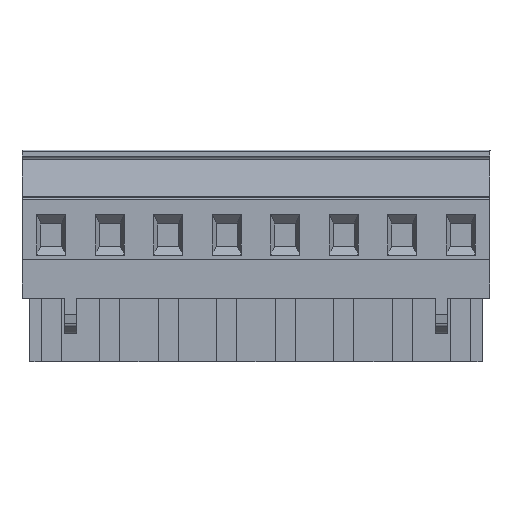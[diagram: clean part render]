
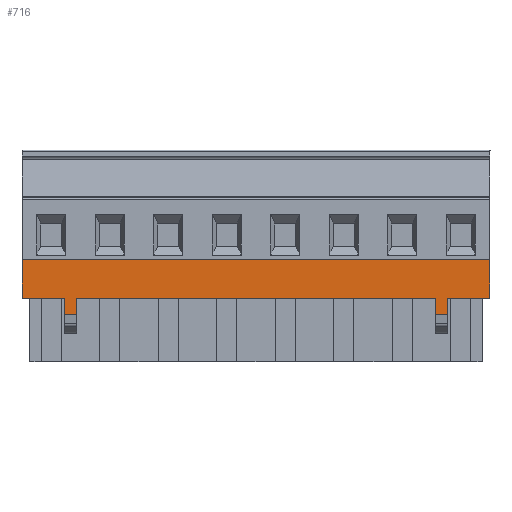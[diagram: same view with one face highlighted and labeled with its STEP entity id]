
A CAD part, top view. The second image highlights one B-rep face of the part: STEP entity #716.
In plain terms, the highlighted planar face has unit normal (0, 0, 1).
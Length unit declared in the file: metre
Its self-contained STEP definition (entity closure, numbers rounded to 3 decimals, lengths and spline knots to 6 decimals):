
#716=ADVANCED_FACE('',(#1561),#1562,.T.);
#1561=FACE_OUTER_BOUND('',#2519,.T.);
#1562=PLANE('',#2520);
#2519=EDGE_LOOP('',(#4573,#4574,#4575,#4576,#4577,#4578,#4579,#4580,#4581,#4582,#4583,#4584));
#2520=AXIS2_PLACEMENT_3D('',#4585,#4586,#4587);
#4573=ORIENTED_EDGE('',*,*,#5535,.T.);
#4574=ORIENTED_EDGE('',*,*,#5746,.T.);
#4575=ORIENTED_EDGE('',*,*,#5863,.F.);
#4576=ORIENTED_EDGE('',*,*,#5834,.F.);
#4577=ORIENTED_EDGE('',*,*,#5543,.T.);
#4578=ORIENTED_EDGE('',*,*,#6156,.F.);
#4579=ORIENTED_EDGE('',*,*,#6232,.F.);
#4580=ORIENTED_EDGE('',*,*,#6233,.T.);
#4581=ORIENTED_EDGE('',*,*,#5539,.T.);
#4582=ORIENTED_EDGE('',*,*,#5954,.T.);
#4583=ORIENTED_EDGE('',*,*,#5998,.T.);
#4584=ORIENTED_EDGE('',*,*,#5902,.F.);
#4585=CARTESIAN_POINT('',(0.0,0.000044,0.0));
#4586=DIRECTION('',(0.0,0.0,1.0));
#4587=DIRECTION('',(1.0,0.0,0.0));
#5535=EDGE_CURVE('',#6621,#6619,#6622,.T.);
#5539=EDGE_CURVE('',#6629,#6627,#6630,.T.);
#5543=EDGE_CURVE('',#6637,#6635,#6638,.T.);
#5746=EDGE_CURVE('',#6619,#6982,#6984,.T.);
#5834=EDGE_CURVE('',#6637,#7129,#7130,.T.);
#5863=EDGE_CURVE('',#7129,#6982,#7174,.T.);
#5902=EDGE_CURVE('',#6621,#7226,#7227,.T.);
#5954=EDGE_CURVE('',#6627,#7300,#7302,.T.);
#5998=EDGE_CURVE('',#7300,#7226,#7364,.T.);
#6156=EDGE_CURVE('',#7579,#6635,#7581,.T.);
#6232=EDGE_CURVE('',#7672,#7579,#7673,.T.);
#6233=EDGE_CURVE('',#7672,#6629,#7674,.T.);
#6619=VERTEX_POINT('',#8158);
#6621=VERTEX_POINT('',#8161);
#6622=LINE('',#8162,#8163);
#6627=VERTEX_POINT('',#8170);
#6629=VERTEX_POINT('',#8173);
#6630=LINE('',#8174,#8175);
#6635=VERTEX_POINT('',#8182);
#6637=VERTEX_POINT('',#8185);
#6638=LINE('',#8186,#8187);
#6982=VERTEX_POINT('',#8656);
#6984=LINE('',#8659,#8660);
#7129=VERTEX_POINT('',#8862);
#7130=LINE('',#8863,#8864);
#7174=LINE('',#8927,#8928);
#7226=VERTEX_POINT('',#9002);
#7227=LINE('',#9003,#9004);
#7300=VERTEX_POINT('',#9103);
#7302=LINE('',#9106,#9107);
#7364=LINE('',#9192,#9193);
#7579=VERTEX_POINT('',#9492);
#7581=LINE('',#9495,#9496);
#7672=VERTEX_POINT('',#9637);
#7673=LINE('',#9638,#9639);
#7674=LINE('',#9640,#9641);
#8158=CARTESIAN_POINT('',(0.05381,0.,0.0));
#8161=CARTESIAN_POINT('',(0.00715,0.,0.0));
#8162=CARTESIAN_POINT('',(0.0,0.,0.0));
#8163=VECTOR('',#10011,1.0);
#8170=CARTESIAN_POINT('',(0.00555,0.,0.0));
#8173=CARTESIAN_POINT('',(0.0,0.,0.0));
#8174=CARTESIAN_POINT('',(0.0,0.,0.0));
#8175=VECTOR('',#10015,1.0);
#8182=CARTESIAN_POINT('',(0.06096,0.,0.0));
#8185=CARTESIAN_POINT('',(0.05541,0.,0.0));
#8186=CARTESIAN_POINT('',(-0.00762,0.,0.0));
#8187=VECTOR('',#10019,1.0);
#8656=CARTESIAN_POINT('',(0.05381,-0.002108,0.0));
#8659=CARTESIAN_POINT('',(0.05381,-0.00323,0.0));
#8660=VECTOR('',#10269,1.0);
#8862=CARTESIAN_POINT('',(0.05541,-0.002108,0.0));
#8863=CARTESIAN_POINT('',(0.05541,-0.015851,0.0));
#8864=VECTOR('',#10369,1.0);
#8927=CARTESIAN_POINT('',(0.05712,-0.002108,0.0));
#8928=VECTOR('',#10398,1.0);
#9002=CARTESIAN_POINT('',(0.00715,-0.002108,0.0));
#9003=CARTESIAN_POINT('',(0.00715,-0.00323,0.0));
#9004=VECTOR('',#10433,1.0);
#9103=CARTESIAN_POINT('',(0.00555,-0.002108,0.0));
#9106=CARTESIAN_POINT('',(0.00555,-0.015851,0.0));
#9107=VECTOR('',#10497,1.0);
#9192=CARTESIAN_POINT('',(0.00384,-0.002108,0.0));
#9193=VECTOR('',#10539,1.0);
#9492=CARTESIAN_POINT('',(0.06096,0.005,0.0));
#9495=CARTESIAN_POINT('',(0.06096,0.000044,0.0));
#9496=VECTOR('',#10703,1.0);
#9637=CARTESIAN_POINT('',(0.,0.005,0.0));
#9638=CARTESIAN_POINT('',(0.,0.005,0.0));
#9639=VECTOR('',#10759,1.0);
#9640=CARTESIAN_POINT('',(0.0,0.000044,0.0));
#9641=VECTOR('',#10760,1.0);
#10011=DIRECTION('',(1.0,0.,0.0));
#10015=DIRECTION('',(1.0,0.,0.0));
#10019=DIRECTION('',(1.0,0.,0.0));
#10269=DIRECTION('',(0.,-1.0,0.));
#10369=DIRECTION('',(0.,-1.0,0.));
#10398=DIRECTION('',(-1.0,0.,0.));
#10433=DIRECTION('',(0.,-1.0,0.));
#10497=DIRECTION('',(0.,-1.0,0.));
#10539=DIRECTION('',(1.0,0.,0.));
#10703=DIRECTION('',(0.,-1.,0.0));
#10759=DIRECTION('',(1.0,0.,0.0));
#10760=DIRECTION('',(0.,-1.,0.0));
